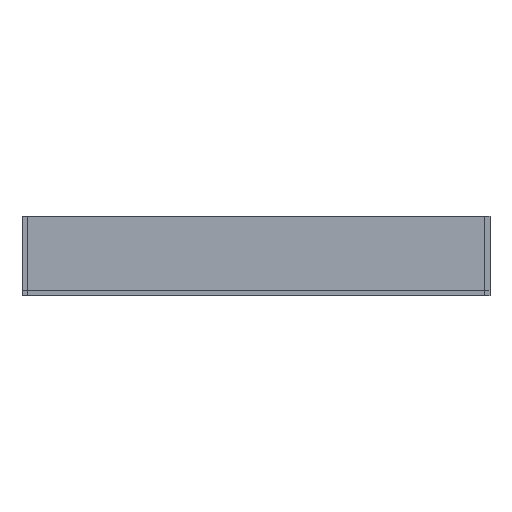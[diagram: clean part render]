
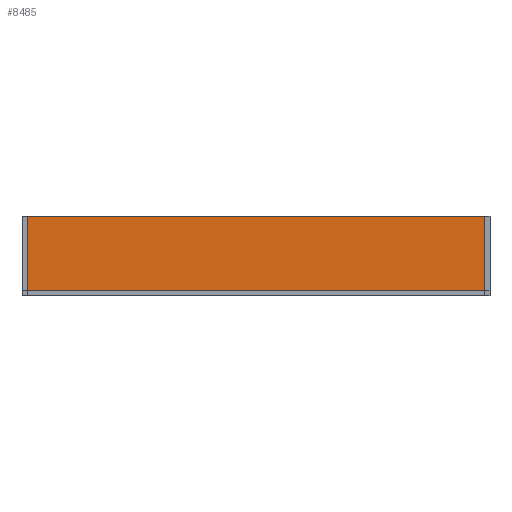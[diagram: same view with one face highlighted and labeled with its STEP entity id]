
A CAD part, front view. The second image highlights one B-rep face of the part: STEP entity #8485.
In plain terms, the highlighted planar face has unit normal (0, -1, 0).
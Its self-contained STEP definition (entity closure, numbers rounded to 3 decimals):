
#2777 = PLANE('',#2778);
#2778 = AXIS2_PLACEMENT_3D('',#2779,#2780,#2781);
#2779 = CARTESIAN_POINT('',(0.,0.,46.));
#2780 = DIRECTION('',(0.,0.,1.));
#2781 = DIRECTION('',(1.,0.,0.));
#6715 = VERTEX_POINT('',#6716);
#6716 = CARTESIAN_POINT('',(3.,0.,46.));
#6737 = EDGE_CURVE('',#6715,#6738,#6740,.T.);
#6738 = VERTEX_POINT('',#6739);
#6739 = CARTESIAN_POINT('',(267.,0.,46.));
#6740 = SURFACE_CURVE('',#6741,(#6745,#6752),.PCURVE_S1.);
#6741 = LINE('',#6742,#6743);
#6742 = CARTESIAN_POINT('',(0.,0.,46.));
#6743 = VECTOR('',#6744,1.);
#6744 = DIRECTION('',(1.,0.,0.));
#6745 = PCURVE('',#2777,#6746);
#6746 = DEFINITIONAL_REPRESENTATION('',(#6747),#6751);
#6747 = LINE('',#6748,#6749);
#6748 = CARTESIAN_POINT('',(0.,0.));
#6749 = VECTOR('',#6750,1.);
#6750 = DIRECTION('',(1.,0.));
#6751 = ( GEOMETRIC_REPRESENTATION_CONTEXT(2) 
PARAMETRIC_REPRESENTATION_CONTEXT() REPRESENTATION_CONTEXT('2D SPACE',''
  ) );
#6752 = PCURVE('',#6753,#6758);
#6753 = PLANE('',#6754);
#6754 = AXIS2_PLACEMENT_3D('',#6755,#6756,#6757);
#6755 = CARTESIAN_POINT('',(0.,0.,0.));
#6756 = DIRECTION('',(0.,1.,0.));
#6757 = DIRECTION('',(0.,0.,1.));
#6758 = DEFINITIONAL_REPRESENTATION('',(#6759),#6763);
#6759 = LINE('',#6760,#6761);
#6760 = CARTESIAN_POINT('',(46.,0.));
#6761 = VECTOR('',#6762,1.);
#6762 = DIRECTION('',(0.,1.));
#6763 = ( GEOMETRIC_REPRESENTATION_CONTEXT(2) 
PARAMETRIC_REPRESENTATION_CONTEXT() REPRESENTATION_CONTEXT('2D SPACE',''
  ) );
#8242 = PLANE('',#8243);
#8243 = AXIS2_PLACEMENT_3D('',#8244,#8245,#8246);
#8244 = CARTESIAN_POINT('',(0.,0.,0.));
#8245 = DIRECTION('',(0.,1.,0.));
#8246 = DIRECTION('',(0.,0.,1.));
#8472 = PLANE('',#8473);
#8473 = AXIS2_PLACEMENT_3D('',#8474,#8475,#8476);
#8474 = CARTESIAN_POINT('',(0.,0.,0.));
#8475 = DIRECTION('',(0.,1.,0.));
#8476 = DIRECTION('',(0.,0.,1.));
#8485 = ADVANCED_FACE('',(#8486),#6753,.F.);
#8486 = FACE_BOUND('',#8487,.F.);
#8487 = EDGE_LOOP('',(#8488,#8518,#8539,#8540));
#8488 = ORIENTED_EDGE('',*,*,#8489,.F.);
#8489 = EDGE_CURVE('',#8490,#8492,#8494,.T.);
#8490 = VERTEX_POINT('',#8491);
#8491 = CARTESIAN_POINT('',(3.,0.,3.));
#8492 = VERTEX_POINT('',#8493);
#8493 = CARTESIAN_POINT('',(267.,0.,3.));
#8494 = SURFACE_CURVE('',#8495,(#8499,#8506),.PCURVE_S1.);
#8495 = LINE('',#8496,#8497);
#8496 = CARTESIAN_POINT('',(0.,0.,3.));
#8497 = VECTOR('',#8498,1.);
#8498 = DIRECTION('',(1.,0.,0.));
#8499 = PCURVE('',#6753,#8500);
#8500 = DEFINITIONAL_REPRESENTATION('',(#8501),#8505);
#8501 = LINE('',#8502,#8503);
#8502 = CARTESIAN_POINT('',(3.,0.));
#8503 = VECTOR('',#8504,1.);
#8504 = DIRECTION('',(0.,1.));
#8505 = ( GEOMETRIC_REPRESENTATION_CONTEXT(2) 
PARAMETRIC_REPRESENTATION_CONTEXT() REPRESENTATION_CONTEXT('2D SPACE',''
  ) );
#8506 = PCURVE('',#8507,#8512);
#8507 = PLANE('',#8508);
#8508 = AXIS2_PLACEMENT_3D('',#8509,#8510,#8511);
#8509 = CARTESIAN_POINT('',(0.,0.,0.));
#8510 = DIRECTION('',(0.,1.,0.));
#8511 = DIRECTION('',(0.,0.,1.));
#8512 = DEFINITIONAL_REPRESENTATION('',(#8513),#8517);
#8513 = LINE('',#8514,#8515);
#8514 = CARTESIAN_POINT('',(3.,0.));
#8515 = VECTOR('',#8516,1.);
#8516 = DIRECTION('',(0.,1.));
#8517 = ( GEOMETRIC_REPRESENTATION_CONTEXT(2) 
PARAMETRIC_REPRESENTATION_CONTEXT() REPRESENTATION_CONTEXT('2D SPACE',''
  ) );
#8518 = ORIENTED_EDGE('',*,*,#8519,.T.);
#8519 = EDGE_CURVE('',#8490,#6715,#8520,.T.);
#8520 = SURFACE_CURVE('',#8521,(#8525,#8532),.PCURVE_S1.);
#8521 = LINE('',#8522,#8523);
#8522 = CARTESIAN_POINT('',(3.,0.,0.));
#8523 = VECTOR('',#8524,1.);
#8524 = DIRECTION('',(0.,0.,1.));
#8525 = PCURVE('',#6753,#8526);
#8526 = DEFINITIONAL_REPRESENTATION('',(#8527),#8531);
#8527 = LINE('',#8528,#8529);
#8528 = CARTESIAN_POINT('',(0.,3.));
#8529 = VECTOR('',#8530,1.);
#8530 = DIRECTION('',(1.,0.));
#8531 = ( GEOMETRIC_REPRESENTATION_CONTEXT(2) 
PARAMETRIC_REPRESENTATION_CONTEXT() REPRESENTATION_CONTEXT('2D SPACE',''
  ) );
#8532 = PCURVE('',#8472,#8533);
#8533 = DEFINITIONAL_REPRESENTATION('',(#8534),#8538);
#8534 = LINE('',#8535,#8536);
#8535 = CARTESIAN_POINT('',(0.,3.));
#8536 = VECTOR('',#8537,1.);
#8537 = DIRECTION('',(1.,0.));
#8538 = ( GEOMETRIC_REPRESENTATION_CONTEXT(2) 
PARAMETRIC_REPRESENTATION_CONTEXT() REPRESENTATION_CONTEXT('2D SPACE',''
  ) );
#8539 = ORIENTED_EDGE('',*,*,#6737,.T.);
#8540 = ORIENTED_EDGE('',*,*,#8541,.F.);
#8541 = EDGE_CURVE('',#8492,#6738,#8542,.T.);
#8542 = SURFACE_CURVE('',#8543,(#8547,#8554),.PCURVE_S1.);
#8543 = LINE('',#8544,#8545);
#8544 = CARTESIAN_POINT('',(267.,0.,0.));
#8545 = VECTOR('',#8546,1.);
#8546 = DIRECTION('',(0.,0.,1.));
#8547 = PCURVE('',#6753,#8548);
#8548 = DEFINITIONAL_REPRESENTATION('',(#8549),#8553);
#8549 = LINE('',#8550,#8551);
#8550 = CARTESIAN_POINT('',(0.,267.));
#8551 = VECTOR('',#8552,1.);
#8552 = DIRECTION('',(1.,0.));
#8553 = ( GEOMETRIC_REPRESENTATION_CONTEXT(2) 
PARAMETRIC_REPRESENTATION_CONTEXT() REPRESENTATION_CONTEXT('2D SPACE',''
  ) );
#8554 = PCURVE('',#8242,#8555);
#8555 = DEFINITIONAL_REPRESENTATION('',(#8556),#8560);
#8556 = LINE('',#8557,#8558);
#8557 = CARTESIAN_POINT('',(0.,267.));
#8558 = VECTOR('',#8559,1.);
#8559 = DIRECTION('',(1.,0.));
#8560 = ( GEOMETRIC_REPRESENTATION_CONTEXT(2) 
PARAMETRIC_REPRESENTATION_CONTEXT() REPRESENTATION_CONTEXT('2D SPACE',''
  ) );
